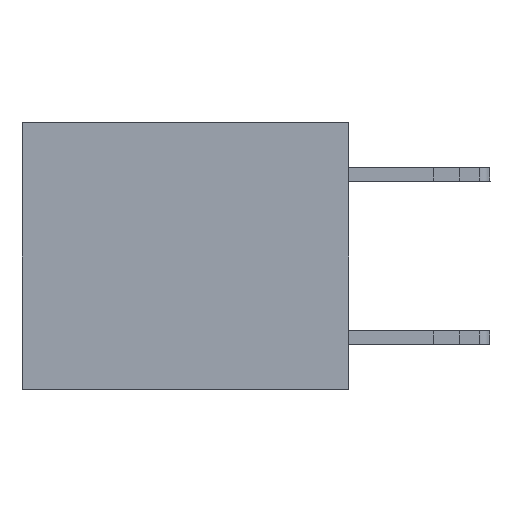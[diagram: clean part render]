
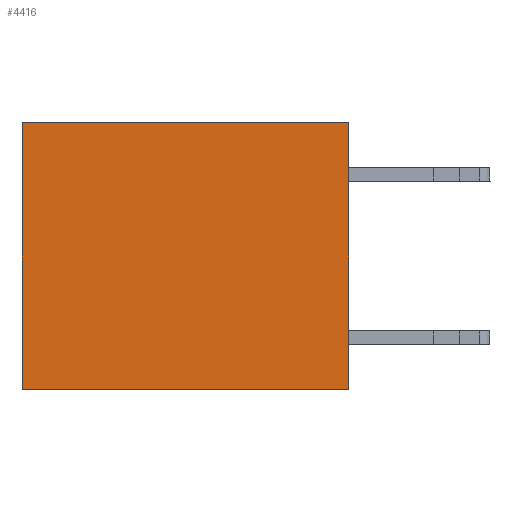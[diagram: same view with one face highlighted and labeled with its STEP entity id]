
A CAD part, left-side view. The second image highlights one B-rep face of the part: STEP entity #4416.
In plain terms, the highlighted planar face has unit normal (-1, 0, 0).
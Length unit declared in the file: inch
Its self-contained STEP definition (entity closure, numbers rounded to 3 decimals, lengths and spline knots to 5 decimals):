
#661 = VECTOR ( 'NONE', #14601, 39.37008 ) ;
#1283 = LINE ( 'NONE', #18449, #14682 ) ;
#1334 = ORIENTED_EDGE ( 'NONE', *, *, #30633, .T. ) ;
#1395 = CARTESIAN_POINT ( 'NONE',  ( 0.3165, 0., 0. ) ) ;
#2035 = CARTESIAN_POINT ( 'NONE',  ( 0.3165, 0., -0.49 ) ) ;
#3169 = DIRECTION ( 'NONE',  ( 0., 0., -1. ) ) ;
#3578 = EDGE_CURVE ( 'NONE', #19396, #7365, #3888, .T. ) ;
#3888 = LINE ( 'NONE', #24236, #9516 ) ;
#4416 = ADVANCED_FACE ( 'NONE', ( #18014 ), #5372, .F. ) ;
#5372 = PLANE ( 'NONE',  #18704 ) ;
#7365 = VERTEX_POINT ( 'NONE', #2035 ) ;
#9343 = VECTOR ( 'NONE', #23037, 39.37008 ) ;
#9516 = VECTOR ( 'NONE', #14579, 39.37008 ) ;
#9861 = CARTESIAN_POINT ( 'NONE',  ( 0.3165, 0.6, -0.49 ) ) ;
#11211 = CARTESIAN_POINT ( 'NONE',  ( 0.3165, 0.6, -0.49 ) ) ;
#11736 = ORIENTED_EDGE ( 'NONE', *, *, #18818, .T. ) ;
#13285 = LINE ( 'NONE', #9861, #661 ) ;
#13670 = VERTEX_POINT ( 'NONE', #18985 ) ;
#13718 = LINE ( 'NONE', #20648, #9343 ) ;
#14067 = ORIENTED_EDGE ( 'NONE', *, *, #3578, .F. ) ;
#14579 = DIRECTION ( 'NONE',  ( 0., 0., -1. ) ) ;
#14601 = DIRECTION ( 'NONE',  ( 0., 0., -1. ) ) ;
#14682 = VECTOR ( 'NONE', #23224, 39.37008 ) ;
#14911 = CARTESIAN_POINT ( 'NONE',  ( 0.3165, 0., -0.49 ) ) ;
#18014 = FACE_OUTER_BOUND ( 'NONE', #18820, .T. ) ;
#18258 = ORIENTED_EDGE ( 'NONE', *, *, #29470, .F. ) ;
#18449 = CARTESIAN_POINT ( 'NONE',  ( 0.3165, 0., 0. ) ) ;
#18704 = AXIS2_PLACEMENT_3D ( 'NONE', #14911, #26862, #3169 ) ;
#18818 = EDGE_CURVE ( 'NONE', #19396, #13670, #1283, .T. ) ;
#18820 = EDGE_LOOP ( 'NONE', ( #1334, #18258, #14067, #11736 ) ) ;
#18985 = CARTESIAN_POINT ( 'NONE',  ( 0.3165, 0.6, 0. ) ) ;
#19396 = VERTEX_POINT ( 'NONE', #1395 ) ;
#20648 = CARTESIAN_POINT ( 'NONE',  ( 0.3165, 0., -0.49 ) ) ;
#23037 = DIRECTION ( 'NONE',  ( 0., 1., 0. ) ) ;
#23224 = DIRECTION ( 'NONE',  ( 0., 1., 0. ) ) ;
#24236 = CARTESIAN_POINT ( 'NONE',  ( 0.3165, 0., -0.49 ) ) ;
#26336 = VERTEX_POINT ( 'NONE', #11211 ) ;
#26862 = DIRECTION ( 'NONE',  ( 1., 0., 0. ) ) ;
#29470 = EDGE_CURVE ( 'NONE', #7365, #26336, #13718, .T. ) ;
#30633 = EDGE_CURVE ( 'NONE', #13670, #26336, #13285, .T. ) ;
